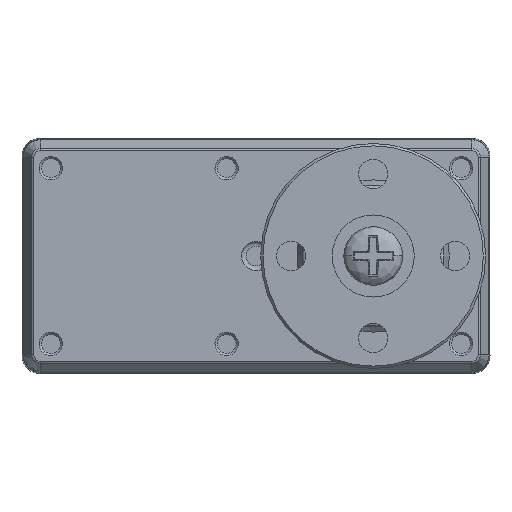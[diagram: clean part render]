
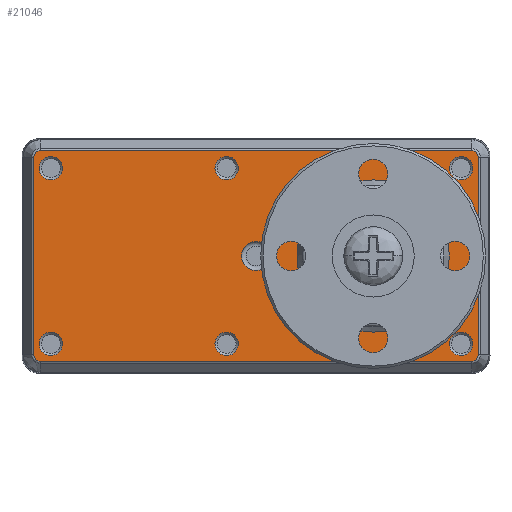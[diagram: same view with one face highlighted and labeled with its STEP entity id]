
A CAD part, front view. The second image highlights one B-rep face of the part: STEP entity #21046.
In plain terms, the highlighted planar face has unit normal (0, -1, 0).
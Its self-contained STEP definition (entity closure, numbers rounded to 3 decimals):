
#1074=FACE_BOUND('',#6530,.T.);
#1075=FACE_BOUND('',#6531,.T.);
#1076=FACE_BOUND('',#6532,.T.);
#1077=FACE_BOUND('',#6533,.T.);
#1078=FACE_BOUND('',#6534,.T.);
#1079=FACE_BOUND('',#6535,.T.);
#1080=FACE_BOUND('',#6536,.T.);
#1081=FACE_BOUND('',#6537,.T.);
#2533=LINE('',#46006,#3931);
#2534=LINE('',#46010,#3932);
#2535=LINE('',#46014,#3933);
#2536=LINE('',#46017,#3934);
#3931=VECTOR('',#27716,36.838);
#3932=VECTOR('',#27719,16.838);
#3933=VECTOR('',#27722,36.838);
#3934=VECTOR('',#27725,16.838);
#5300=FACE_OUTER_BOUND('',#6529,.T.);
#6529=EDGE_LOOP('',(#18090,#18091,#18092,#18093,#18094,#18095,#18096,#18097));
#6530=EDGE_LOOP('',(#18098));
#6531=EDGE_LOOP('',(#18099));
#6532=EDGE_LOOP('',(#18100));
#6533=EDGE_LOOP('',(#18101));
#6534=EDGE_LOOP('',(#18102));
#6535=EDGE_LOOP('',(#18103));
#6536=EDGE_LOOP('',(#18104));
#6537=EDGE_LOOP('',(#18105));
#7719=CIRCLE('',#23061,0.559);
#7720=CIRCLE('',#23062,0.559);
#7721=CIRCLE('',#23063,0.559);
#7722=CIRCLE('',#23064,0.559);
#7723=CIRCLE('',#23065,1.);
#7724=CIRCLE('',#23066,1.);
#7725=CIRCLE('',#23067,1.);
#7726=CIRCLE('',#23068,1.);
#7727=CIRCLE('',#23069,1.);
#7728=CIRCLE('',#23070,1.);
#7729=CIRCLE('',#23071,1.25);
#7730=CIRCLE('',#23072,6.5);
#9592=VERTEX_POINT('',#46002);
#9593=VERTEX_POINT('',#46003);
#9594=VERTEX_POINT('',#46005);
#9595=VERTEX_POINT('',#46007);
#9596=VERTEX_POINT('',#46009);
#9597=VERTEX_POINT('',#46011);
#9598=VERTEX_POINT('',#46013);
#9599=VERTEX_POINT('',#46015);
#9600=VERTEX_POINT('',#46018);
#9601=VERTEX_POINT('',#46020);
#9602=VERTEX_POINT('',#46022);
#9603=VERTEX_POINT('',#46024);
#9604=VERTEX_POINT('',#46026);
#9605=VERTEX_POINT('',#46028);
#9606=VERTEX_POINT('',#46030);
#9607=VERTEX_POINT('',#46032);
#12499=EDGE_CURVE('',#9592,#9593,#7719,.T.);
#12500=EDGE_CURVE('',#9592,#9594,#2533,.T.);
#12501=EDGE_CURVE('',#9595,#9594,#7720,.T.);
#12502=EDGE_CURVE('',#9595,#9596,#2534,.T.);
#12503=EDGE_CURVE('',#9597,#9596,#7721,.T.);
#12504=EDGE_CURVE('',#9597,#9598,#2535,.T.);
#12505=EDGE_CURVE('',#9599,#9598,#7722,.T.);
#12506=EDGE_CURVE('',#9599,#9593,#2536,.T.);
#12507=EDGE_CURVE('',#9600,#9600,#7723,.T.);
#12508=EDGE_CURVE('',#9601,#9601,#7724,.T.);
#12509=EDGE_CURVE('',#9602,#9602,#7725,.T.);
#12510=EDGE_CURVE('',#9603,#9603,#7726,.T.);
#12511=EDGE_CURVE('',#9604,#9604,#7727,.T.);
#12512=EDGE_CURVE('',#9605,#9605,#7728,.T.);
#12513=EDGE_CURVE('',#9606,#9606,#7729,.T.);
#12514=EDGE_CURVE('',#9607,#9607,#7730,.T.);
#18090=ORIENTED_EDGE('',*,*,#12499,.F.);
#18091=ORIENTED_EDGE('',*,*,#12500,.T.);
#18092=ORIENTED_EDGE('',*,*,#12501,.F.);
#18093=ORIENTED_EDGE('',*,*,#12502,.T.);
#18094=ORIENTED_EDGE('',*,*,#12503,.F.);
#18095=ORIENTED_EDGE('',*,*,#12504,.T.);
#18096=ORIENTED_EDGE('',*,*,#12505,.F.);
#18097=ORIENTED_EDGE('',*,*,#12506,.T.);
#18098=ORIENTED_EDGE('',*,*,#12507,.F.);
#18099=ORIENTED_EDGE('',*,*,#12508,.F.);
#18100=ORIENTED_EDGE('',*,*,#12509,.F.);
#18101=ORIENTED_EDGE('',*,*,#12510,.F.);
#18102=ORIENTED_EDGE('',*,*,#12511,.F.);
#18103=ORIENTED_EDGE('',*,*,#12512,.F.);
#18104=ORIENTED_EDGE('',*,*,#12513,.F.);
#18105=ORIENTED_EDGE('',*,*,#12514,.F.);
#20059=PLANE('',#23060);
#21046=ADVANCED_FACE('',(#5300,#1074,#1075,#1076,#1077,#1078,#1079,#1080,
#1081),#20059,.F.);
#23060=AXIS2_PLACEMENT_3D('',#46001,#27712,#27713);
#23061=AXIS2_PLACEMENT_3D('',#46004,#27714,#27715);
#23062=AXIS2_PLACEMENT_3D('',#46008,#27717,#27718);
#23063=AXIS2_PLACEMENT_3D('',#46012,#27720,#27721);
#23064=AXIS2_PLACEMENT_3D('',#46016,#27723,#27724);
#23065=AXIS2_PLACEMENT_3D('',#46019,#27726,#27727);
#23066=AXIS2_PLACEMENT_3D('',#46021,#27728,#27729);
#23067=AXIS2_PLACEMENT_3D('',#46023,#27730,#27731);
#23068=AXIS2_PLACEMENT_3D('',#46025,#27732,#27733);
#23069=AXIS2_PLACEMENT_3D('',#46027,#27734,#27735);
#23070=AXIS2_PLACEMENT_3D('',#46029,#27736,#27737);
#23071=AXIS2_PLACEMENT_3D('',#46031,#27738,#27739);
#23072=AXIS2_PLACEMENT_3D('',#46033,#27740,#27741);
#27712=DIRECTION('center_axis',(0.,1.,0.));
#27713=DIRECTION('ref_axis',(1.,0.,0.));
#27714=DIRECTION('center_axis',(0.,1.,0.));
#27715=DIRECTION('ref_axis',(0.,0.,-1.));
#27716=DIRECTION('',(1.,0.,0.));
#27717=DIRECTION('center_axis',(0.,1.,
0.));
#27718=DIRECTION('ref_axis',(1.,0.,0.));
#27719=DIRECTION('',(0.,0.,1.));
#27720=DIRECTION('center_axis',(0.,1.,
0.));
#27721=DIRECTION('ref_axis',(0.,0.,1.));
#27722=DIRECTION('',(-1.,0.,0.));
#27723=DIRECTION('center_axis',(0.,1.,0.));
#27724=DIRECTION('ref_axis',(-1.,0.,0.));
#27725=DIRECTION('',(0.,0.,-1.));
#27726=DIRECTION('center_axis',(0.,-1.,0.));
#27727=DIRECTION('ref_axis',(1.,0.,0.));
#27728=DIRECTION('center_axis',(0.,-1.,0.));
#27729=DIRECTION('ref_axis',(1.,0.,0.));
#27730=DIRECTION('center_axis',(0.,-1.,0.));
#27731=DIRECTION('ref_axis',(-1.,0.,0.));
#27732=DIRECTION('center_axis',(0.,-1.,0.));
#27733=DIRECTION('ref_axis',(1.,0.,0.));
#27734=DIRECTION('center_axis',(0.,-1.,0.));
#27735=DIRECTION('ref_axis',(-1.,0.,0.));
#27736=DIRECTION('center_axis',(0.,-1.,0.));
#27737=DIRECTION('ref_axis',(-1.,0.,0.));
#27738=DIRECTION('center_axis',(0.,-1.,0.));
#27739=DIRECTION('ref_axis',(-1.,0.,0.));
#27740=DIRECTION('center_axis',(0.,-1.,0.));
#27741=DIRECTION('ref_axis',(1.,0.,0.));
#46001=CARTESIAN_POINT('Origin',(0.,-20.,0.));
#46002=CARTESIAN_POINT('',(-18.419,-20.,-8.978));
#46003=CARTESIAN_POINT('',(-18.978,-20.,-8.419));
#46004=CARTESIAN_POINT('Origin',(-18.419,-20.,-8.419));
#46005=CARTESIAN_POINT('',(18.419,-20.,-8.978));
#46006=CARTESIAN_POINT('',(-18.419,-20.,-8.978));
#46007=CARTESIAN_POINT('',(18.978,-20.,-8.419));
#46008=CARTESIAN_POINT('Origin',(18.419,-20.,-8.419));
#46009=CARTESIAN_POINT('',(18.978,-20.,8.419));
#46010=CARTESIAN_POINT('',(18.978,-20.,-8.419));
#46011=CARTESIAN_POINT('',(18.419,-20.,8.978));
#46012=CARTESIAN_POINT('Origin',(18.419,-20.,8.419));
#46013=CARTESIAN_POINT('',(-18.419,-20.,8.978));
#46014=CARTESIAN_POINT('',(18.419,-20.,8.978));
#46015=CARTESIAN_POINT('',(-18.978,-20.,8.419));
#46016=CARTESIAN_POINT('Origin',(-18.419,-20.,8.419));
#46017=CARTESIAN_POINT('',(-18.978,-20.,8.419));
#46018=CARTESIAN_POINT('',(17.5,-20.,8.5));
#46019=CARTESIAN_POINT('Origin',(17.5,-20.,7.5));
#46020=CARTESIAN_POINT('',(17.5,-20.,-6.5));
#46021=CARTESIAN_POINT('Origin',(17.5,-20.,-7.5));
#46022=CARTESIAN_POINT('',(-17.5,-20.,-6.5));
#46023=CARTESIAN_POINT('Origin',(-17.5,-20.,-7.5));
#46024=CARTESIAN_POINT('',(-17.5,-20.,8.5));
#46025=CARTESIAN_POINT('Origin',(-17.5,-20.,7.5));
#46026=CARTESIAN_POINT('',(-2.5,-20.,8.5));
#46027=CARTESIAN_POINT('Origin',(-2.5,-20.,7.5));
#46028=CARTESIAN_POINT('',(-2.5,-20.,-6.5));
#46029=CARTESIAN_POINT('Origin',(-2.5,-20.,-7.5));
#46030=CARTESIAN_POINT('',(-1.239,-20.,-0.169));
#46031=CARTESIAN_POINT('Origin',(0.,-20.,0.));
#46032=CARTESIAN_POINT('',(16.5,-20.,0.));
#46033=CARTESIAN_POINT('Origin',(10.,-20.,0.));
